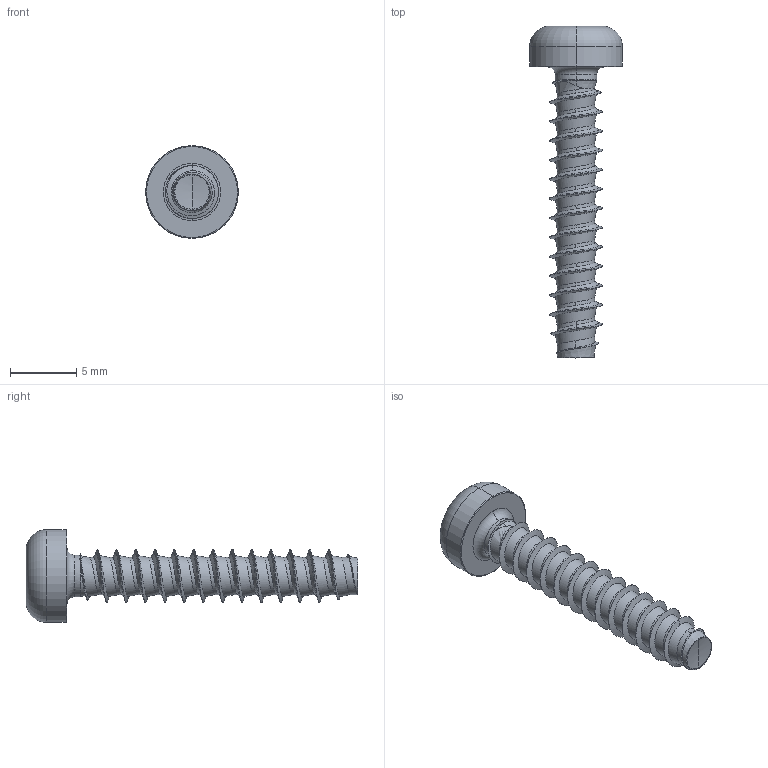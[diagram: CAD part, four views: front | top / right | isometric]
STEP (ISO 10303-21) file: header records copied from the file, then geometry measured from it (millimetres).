
FILE_DESCRIPTION (( 'STEP AP203' ), '1' );
FILE_NAME ('STP390400220.STEP', '2017-08-15T19:38:25', ( '' ), ( '' ), 'SwSTEP 2.0', 'SolidWorks 2015', '' );
FILE_SCHEMA (( 'CONFIG_CONTROL_DESIGN' ));
Length unit declared in the file: millimetre
Products named in the file (1): STP390400220
Bounding box: 7 x 25.09 x 7 mm (x, y, z)
Volume: 251.3 mm3; surface area: 467.7 mm2
Topology: 1 solids, 1 shells, 109 faces, 277 edges, 170 vertices
Faces by surface type: cylinder 53, bspline 35, cone 11, torus 6, sphere 2, plane 2
Entity records: 22934 total; most frequent: CARTESIAN_POINT 20665, ORIENTED_EDGE 550, DIRECTION 332, EDGE_CURVE 275, VERTEX_POINT 170, AXIS2_PLACEMENT_3D 132, B_SPLINE_CURVE_WITH_KNOTS 121, EDGE_LOOP 111
